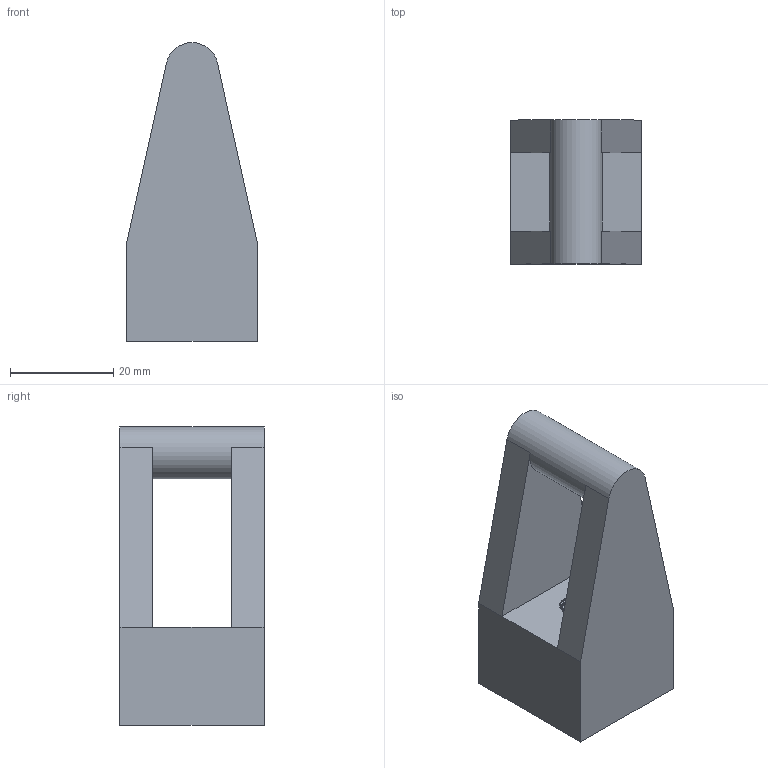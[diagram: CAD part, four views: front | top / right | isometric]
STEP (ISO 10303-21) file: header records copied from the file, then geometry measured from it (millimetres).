
FILE_DESCRIPTION(/* description */ (''),/* implementation_level */ '2;1');
FILE_NAME(/* name */ 'piston_pin.stp',/* time_stamp */ '2026-01-24T04:19:12-05:00',/* author */ (''),/* organization */ (''),/* preprocessor_version */ 'ST-DEVELOPER v18.102',/* originating_system */ 'SIEMENS PLM Software NX 2027',/* authorisation */ '');
FILE_SCHEMA (('AUTOMOTIVE_DESIGN { 1 0 10303 214 3 1 1 1 }'));
Length unit declared in the file: inch
Products named in the file (1): A_davi5D24403Ccwcu
Bounding box: 25.4 x 27.94 x 57.95 mm (x, y, z)
Volume: 22433.1 mm3; surface area: 7619.1 mm2
Topology: 1 solids, 1 shells, 38 faces, 105 edges, 67 vertices
Faces by surface type: cylinder 21, plane 13, cone 2, bspline 2
Full cylindrical faces by diameter (mm): 5.41 x18, 10.16 x1
Entity records: 5494 total; most frequent: CARTESIAN_POINT 5004, ORIENTED_EDGE 94, DIRECTION 86, EDGE_CURVE 47, LINE 30, VECTOR 30, VERTEX_POINT 30, AXIS2_PLACEMENT_3D 28
